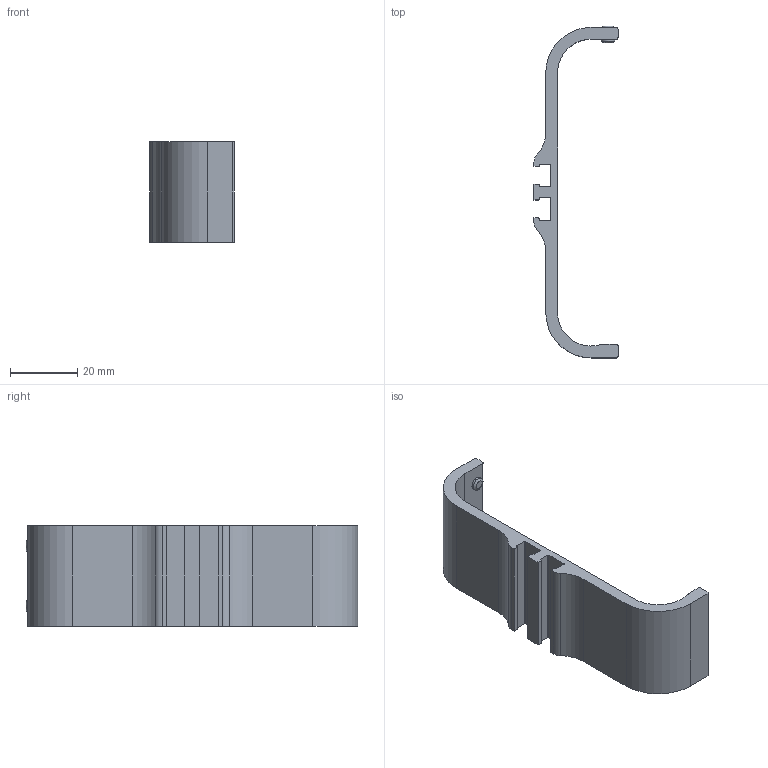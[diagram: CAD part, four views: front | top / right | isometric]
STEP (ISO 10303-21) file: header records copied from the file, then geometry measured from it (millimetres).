
FILE_DESCRIPTION(/* description */ (''),/* implementation_level */ '2;1');
FILE_NAME(/* name */ 'CAD_79053.stp',/* time_stamp */ '2017-08-14T14:28:09+02:00',/* author */ ('Hypex'),/* organization */ ('Hypex'),/* preprocessor_version */ 'ST-DEVELOPER v16.1',/* originating_system */ 'Autodesk Inventor 2016',/* authorisation */ '');
FILE_SCHEMA (('AUTOMOTIVE_DESIGN { 1 0 10303 214 3 1 1 }'));
Length unit declared in the file: millimetre
Products named in the file (1): CAD_79053
Bounding box: 25 x 98.73 x 30 mm (x, y, z)
Volume: 13890 mm3; surface area: 9405.6 mm2
Topology: 1 solids, 1 shells, 83 faces, 229 edges, 152 vertices
Faces by surface type: plane 44, cylinder 29, cone 10
Full cylindrical faces by diameter (mm): 4 x4
Entity records: 2602 total; most frequent: CARTESIAN_POINT 455, DIRECTION 427, ORIENTED_EDGE 410, EDGE_CURVE 205, AXIS2_PLACEMENT_3D 150, VERTEX_POINT 142, LINE 127, VECTOR 127
